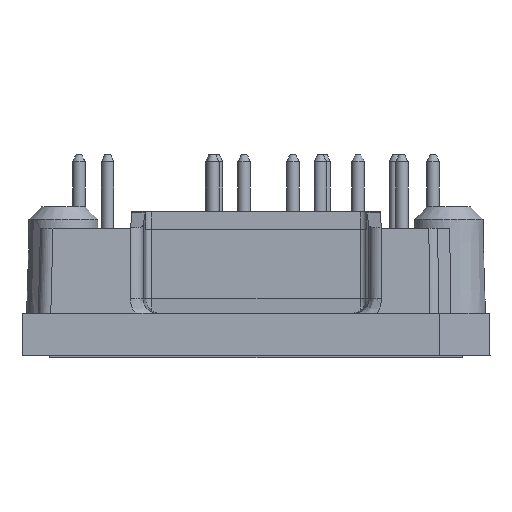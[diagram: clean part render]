
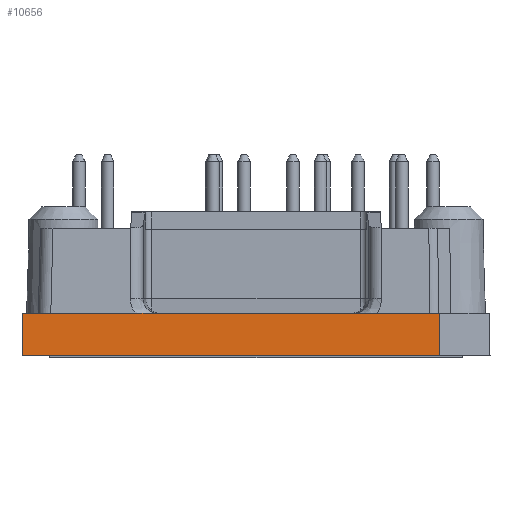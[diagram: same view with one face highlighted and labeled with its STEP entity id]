
A CAD part, left-side view. The second image highlights one B-rep face of the part: STEP entity #10656.
In plain terms, the highlighted planar face has unit normal (-1, 0, 0.018).
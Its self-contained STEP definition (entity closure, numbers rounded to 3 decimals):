
#1229=ORIENTED_EDGE('',*,*,#3255,.T.);
#1230=ORIENTED_EDGE('',*,*,#3256,.F.);
#1231=ORIENTED_EDGE('',*,*,#3257,.T.);
#1232=ORIENTED_EDGE('',*,*,#3202,.T.);
#3202=EDGE_CURVE('',#4256,#4260,#5059,.F.);
#3255=EDGE_CURVE('',#4260,#4294,#5095,.F.);
#3256=EDGE_CURVE('',#4295,#4294,#5096,.F.);
#3257=EDGE_CURVE('',#4295,#4256,#5097,.T.);
#4256=VERTEX_POINT('',#14532);
#4260=VERTEX_POINT('',#14540);
#4294=VERTEX_POINT('',#14649);
#4295=VERTEX_POINT('',#14653);
#5059=LINE('',#14541,#5696);
#5095=LINE('',#14650,#5732);
#5096=LINE('',#14652,#5733);
#5097=LINE('',#14654,#5734);
#5696=VECTOR('',#12342,1000.);
#5732=VECTOR('',#12456,1000.);
#5733=VECTOR('',#12459,1000.);
#5734=VECTOR('',#12460,1000.);
#6313=EDGE_LOOP('',(#1229,#1230,#1231,#1232));
#7066=FACE_BOUND('',#6313,.T.);
#7749=PLANE('',#11305);
#10656=ADVANCED_FACE('',(#7066),#7749,.T.);
#11305=AXIS2_PLACEMENT_3D('',#14651,#12457,#12458);
#12342=DIRECTION('',(0.,1.,0.));
#12456=DIRECTION('',(-0.017,-0.007,-1.));
#12457=DIRECTION('',(-1.,0.,0.017));
#12458=DIRECTION('',(0.017,0.,1.));
#12459=DIRECTION('',(0.,1.,0.));
#12460=DIRECTION('',(-0.017,0.017,-1.));
#14532=CARTESIAN_POINT('',(-41.,18.7,0.));
#14540=CARTESIAN_POINT('',(-41.,-14.7,0.));
#14541=CARTESIAN_POINT('',(-41.,0.,0.));
#14649=CARTESIAN_POINT('',(-40.941,-14.675,3.4));
#14650=CARTESIAN_POINT('',(-40.998,-14.699,0.134));
#14651=CARTESIAN_POINT('',(-41.,0.,0.));
#14652=CARTESIAN_POINT('',(-40.941,0.,3.4));
#14653=CARTESIAN_POINT('',(-40.941,18.641,3.4));
#14654=CARTESIAN_POINT('',(-40.994,18.694,0.326));
